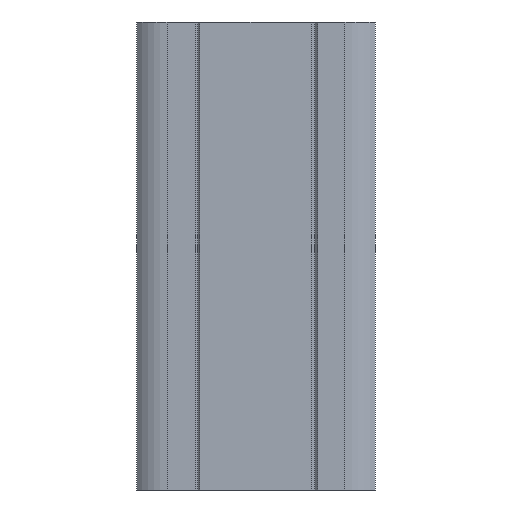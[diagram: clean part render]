
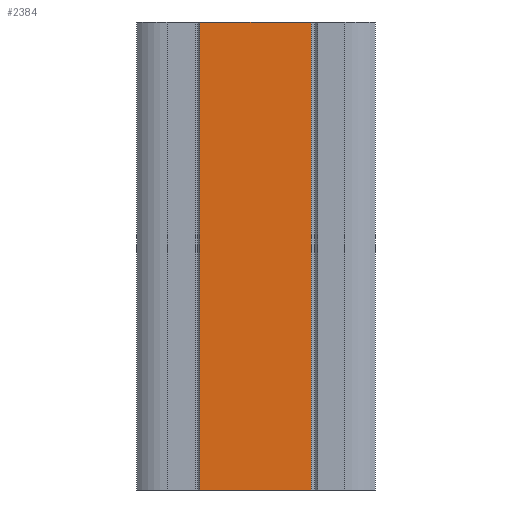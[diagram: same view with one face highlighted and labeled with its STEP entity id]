
A CAD part, left-side view. The second image highlights one B-rep face of the part: STEP entity #2384.
In plain terms, the highlighted planar face has unit normal (-1, 0, 0).
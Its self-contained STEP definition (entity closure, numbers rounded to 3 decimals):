
#262=FACE_OUTER_BOUND('',#380,.T.);
#380=EDGE_LOOP('',(#1945,#1946,#1947,#1948));
#631=LINE('',#3938,#895);
#639=LINE('',#3974,#903);
#647=LINE('',#3988,#911);
#648=LINE('',#3989,#912);
#895=VECTOR('',#3232,10.);
#903=VECTOR('',#3266,10.);
#911=VECTOR('',#3280,10.);
#912=VECTOR('',#3281,10.);
#1133=VERTEX_POINT('',#3934);
#1134=VERTEX_POINT('',#3936);
#1147=VERTEX_POINT('',#3970);
#1149=VERTEX_POINT('',#3973);
#1467=EDGE_CURVE('',#1133,#1134,#631,.T.);
#1483=EDGE_CURVE('',#1149,#1147,#639,.T.);
#1491=EDGE_CURVE('',#1149,#1134,#647,.T.);
#1492=EDGE_CURVE('',#1147,#1133,#648,.T.);
#1945=ORIENTED_EDGE('',*,*,#1467,.T.);
#1946=ORIENTED_EDGE('',*,*,#1491,.F.);
#1947=ORIENTED_EDGE('',*,*,#1483,.T.);
#1948=ORIENTED_EDGE('',*,*,#1492,.T.);
#2266=PLANE('',#2622);
#2384=ADVANCED_FACE('',(#262),#2266,.T.);
#2622=AXIS2_PLACEMENT_3D('',#3987,#3278,#3279);
#3232=DIRECTION('',(0.,0.,-1.));
#3266=DIRECTION('',(0.,0.,1.));
#3278=DIRECTION('center_axis',(-1.,0.,0.));
#3279=DIRECTION('ref_axis',(0.,-1.,0.));
#3280=DIRECTION('',(0.,1.,0.));
#3281=DIRECTION('',(0.,1.,0.));
#3934=CARTESIAN_POINT('',(-12.5,12.,100.));
#3936=CARTESIAN_POINT('',(-12.5,12.,0.));
#3938=CARTESIAN_POINT('',(-12.5,12.,0.));
#3970=CARTESIAN_POINT('',(-12.5,-11.793,100.));
#3973=CARTESIAN_POINT('',(-12.5,-11.793,0.));
#3974=CARTESIAN_POINT('',(-12.5,-11.793,0.));
#3987=CARTESIAN_POINT('Origin',(-12.5,25.5,0.));
#3988=CARTESIAN_POINT('',(-12.5,12.75,0.));
#3989=CARTESIAN_POINT('',(-12.5,12.75,100.));
